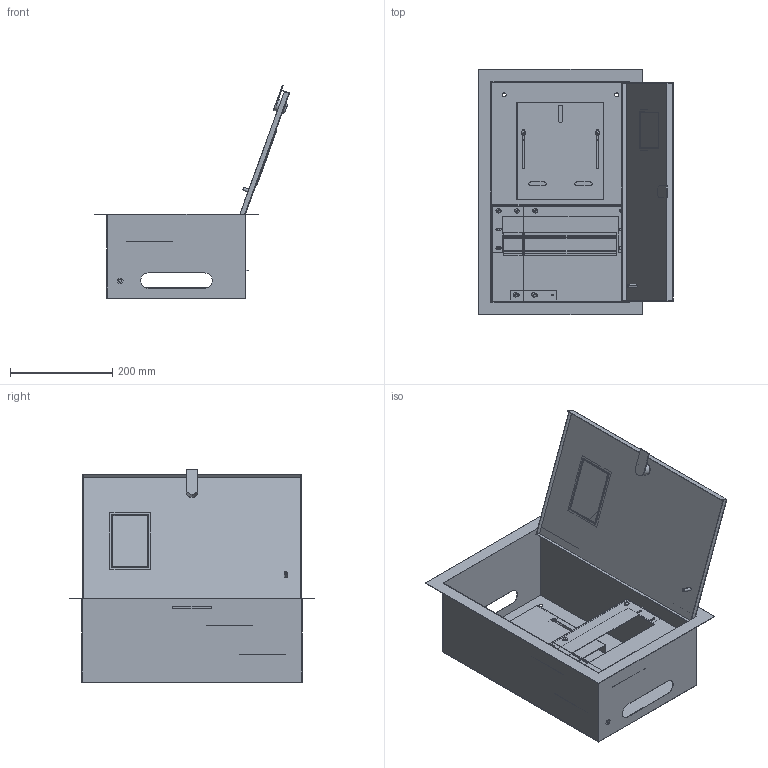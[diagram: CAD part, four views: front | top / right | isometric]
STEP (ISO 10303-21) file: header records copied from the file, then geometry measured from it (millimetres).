
FILE_DESCRIPTION (( 'STEP AP214' ), '1' );
FILE_NAME ('ShURV-1_12zo-1.STEP', '2017-01-09T12:22:14', ( 'user' ), ( '' ), 'SwSTEP 2.0', 'SolidWorks 2014', '' );
FILE_SCHEMA (( 'AUTOMOTIVE_DESIGN' ));
Length unit declared in the file: millimetre
Products named in the file (9): SC GOST 17473_gost_‚¨­â A.M5x10 ƒŽ‘’ 17473-80; Panel_Prav_-00; ShURV-1_12zo-1; Panel_Lev_-00; Dver_SHURV_1_12; DIN-Reika_5; Panel_-00; Obolochka_SHURV_1_12; STEKLO_IEK
Assembly tree (17 placements, depth 2):
  ShURV-1_12zo-1
    Obolochka_SHURV_1_12
    DIN-Reika_5
    Panel_-00
    Panel_Lev_-00
    Panel_Prav_-00
    Dver_SHURV_1_12
    STEKLO_IEK
    SC GOST 17473_gost_‚¨­â A.M5x10 ƒŽ‘’ 17473-80  x10
Bounding box: 380.76 x 480 x 416.52 mm (x, y, z)
Volume: 571789.7 mm3; surface area: 1263293.4 mm2
Topology: 20 solids, 20 shells, 437 faces, 1079 edges, 706 vertices
Faces by surface type: plane 289, cylinder 124, sphere 20, cone 4
Entity records: 11515 total; most frequent: DIRECTION 1897, CARTESIAN_POINT 1891, ORIENTED_EDGE 1834, EDGE_CURVE 917, LINE 689, VECTOR 689, AXIS2_PLACEMENT_3D 604, VERTEX_POINT 598
